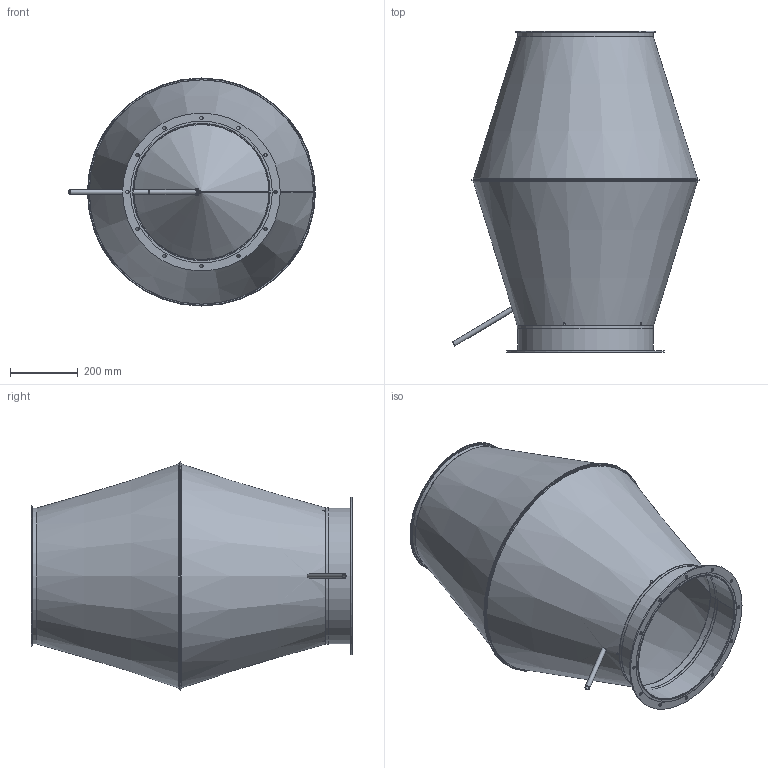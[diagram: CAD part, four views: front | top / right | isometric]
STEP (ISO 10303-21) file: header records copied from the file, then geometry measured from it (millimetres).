
FILE_DESCRIPTION(/* description */ ('Underdel HJHF'),/* implementation_level */ '2;1');
FILE_NAME(/* name */ 'HJHF-04.stp',/* time_stamp */ '2016-04-01T09:17:23+02:00',/* author */ ('CAD'),/* organization */ (''),/* preprocessor_version */ 'ST-DEVELOPER v15.6',/* originating_system */ 'Autodesk Inventor 2015',/* authorisation */ '');
FILE_SCHEMA (('AUTOMOTIVE_DESIGN { 1 0 10303 214 3 1 1 }'));
Length unit declared in the file: millimetre
Products named in the file (11): HJH-AA-22; HJH-AB-13; HJH-AC-07; HJH-AD-07; HML-HFS-400; Slang-HJH-400; Slangklämma; BlindnitmutterM6; HFS-400; HNGN-400; HJHF-04
Bounding box: 731.14 x 950.7 x 675.4 mm (x, y, z)
Volume: 1737850.8 mm3; surface area: 4429752.8 mm2
Topology: 14 solids, 14 shells, 274 faces, 603 edges, 347 vertices
Faces by surface type: plane 140, cylinder 74, cone 30, torus 24, bspline 6
Full cylindrical faces by diameter (mm): 10 x15, 14 x2, 400 x1, 400.5 x1, 401.4 x1, 401.5 x1, 401.9 x2, 403.3 x1, 407 x1, 411.05 x1, 420 x1, 467 x1, 662 x2, 663.4 x2, 664 x1, 672 x1
Entity records: 7077 total; most frequent: CARTESIAN_POINT 1656, DIRECTION 1134, ORIENTED_EDGE 936, EDGE_CURVE 468, AXIS2_PLACEMENT_3D 461, VERTEX_POINT 282, EDGE_LOOP 276, CIRCLE 224
